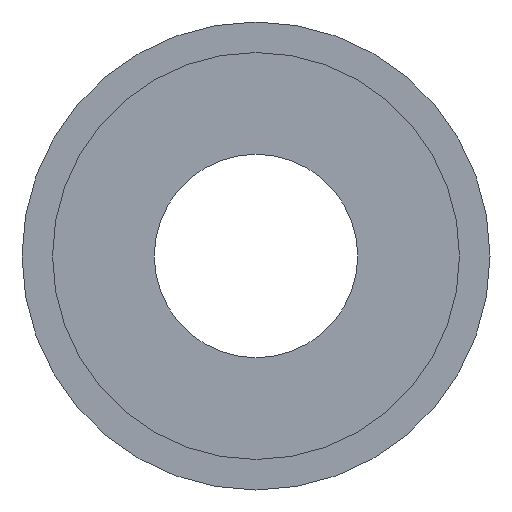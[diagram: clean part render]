
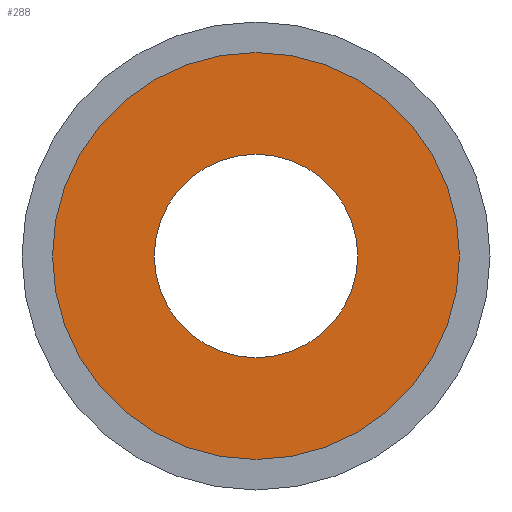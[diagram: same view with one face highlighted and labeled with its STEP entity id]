
A CAD part, front view. The second image highlights one B-rep face of the part: STEP entity #288.
In plain terms, the highlighted planar face has unit normal (0, -1, 0).
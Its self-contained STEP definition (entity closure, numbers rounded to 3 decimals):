
#105=VERTEX_POINT('',#431);
#106=VERTEX_POINT('',#435);
#124=CIRCLE('',#309,2.5);
#125=CIRCLE('',#311,5.);
#144=EDGE_CURVE('',#105,#105,#124,.T.);
#145=EDGE_CURVE('',#106,#106,#125,.T.);
#178=ORIENTED_EDGE('',*,*,#145,.T.);
#179=ORIENTED_EDGE('',*,*,#144,.F.);
#237=EDGE_LOOP('',(#178));
#238=EDGE_LOOP('',(#179));
#263=FACE_BOUND('',#237,.T.);
#264=FACE_BOUND('',#238,.T.);
#288=ADVANCED_FACE('',(#263,#264),#494,.T.);
#309=AXIS2_PLACEMENT_3D('',#432,#351,#352);
#310=AXIS2_PLACEMENT_3D('',#433,#353,$);
#311=AXIS2_PLACEMENT_3D('',#434,#354,#355);
#351=DIRECTION('',(0.,-1.,0.));
#352=DIRECTION('',(0.,0.,-2.5));
#353=DIRECTION('',(0.,-1.,0.));
#354=DIRECTION('',(0.,-1.,0.));
#355=DIRECTION('',(0.,0.,-5.));
#431=CARTESIAN_POINT('',(0.,0.,-2.5));
#432=CARTESIAN_POINT('',(0.,0.,0.));
#433=CARTESIAN_POINT('',(2.5,0.,0.));
#434=CARTESIAN_POINT('',(0.,0.,0.));
#435=CARTESIAN_POINT('',(0.,0.,-5.));
#494=PLANE('',#310);
